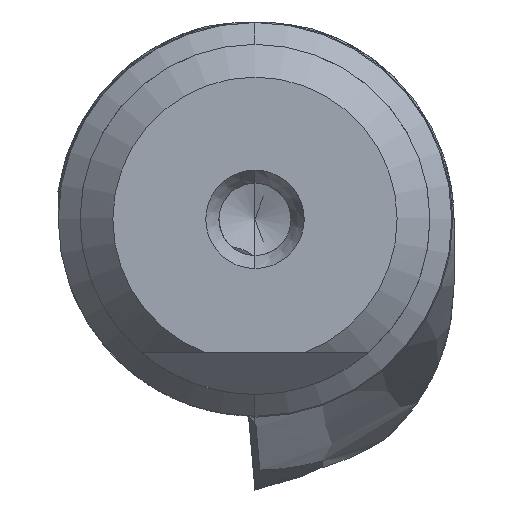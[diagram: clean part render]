
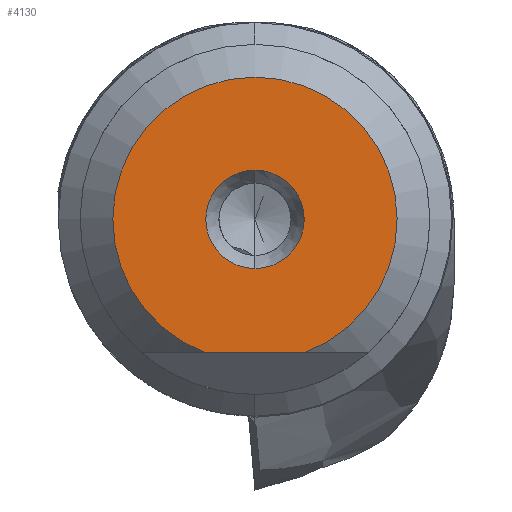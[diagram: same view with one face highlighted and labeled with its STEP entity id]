
A CAD part, left-side view. The second image highlights one B-rep face of the part: STEP entity #4130.
In plain terms, the highlighted planar face has unit normal (-1, 0, 0).
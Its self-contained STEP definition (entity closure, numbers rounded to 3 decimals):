
#129 = CARTESIAN_POINT ( 'NONE',  ( 0., 0., 2.25 ) ) ;
#199 = CARTESIAN_POINT ( 'NONE',  ( 0., 0., 0. ) ) ;
#216 = CARTESIAN_POINT ( 'NONE',  ( 0., 0., -2.25 ) ) ;
#277 = EDGE_CURVE ( 'NONE', #1553, #1370, #3252, .T. ) ;
#348 = DIRECTION ( 'NONE',  ( -1., 0., 0. ) ) ;
#388 = DIRECTION ( 'NONE',  ( 0., 0., -1. ) ) ;
#400 = AXIS2_PLACEMENT_3D ( 'NONE', #199, #2196, #3947 ) ;
#711 = ORIENTED_EDGE ( 'NONE', *, *, #277, .T. ) ;
#738 = DIRECTION ( 'NONE',  ( -1., 0., 0. ) ) ;
#758 = CARTESIAN_POINT ( 'NONE',  ( 0., 0., 0. ) ) ;
#1109 = PLANE ( 'NONE',  #2478 ) ;
#1131 = CARTESIAN_POINT ( 'NONE',  ( 0., -2.299, -6.08 ) ) ;
#1214 = CARTESIAN_POINT ( 'NONE',  ( 0., 2.299, -6.08 ) ) ;
#1370 = VERTEX_POINT ( 'NONE', #1131 ) ;
#1553 = VERTEX_POINT ( 'NONE', #1214 ) ;
#1720 = FACE_BOUND ( 'NONE', #3992, .T. ) ;
#1792 = CARTESIAN_POINT ( 'NONE',  ( 0., 2.25, 0. ) ) ;
#1819 = AXIS2_PLACEMENT_3D ( 'NONE', #3416, #348, #2656 ) ;
#1953 = CIRCLE ( 'NONE', #400, 2.25 ) ;
#2079 = ORIENTED_EDGE ( 'NONE', *, *, #3547, .T. ) ;
#2176 = CIRCLE ( 'NONE', #1819, 2.25 ) ;
#2196 = DIRECTION ( 'NONE',  ( -1., 0., 0. ) ) ;
#2219 = EDGE_CURVE ( 'NONE', #2359, #3998, #2176, .T. ) ;
#2343 = EDGE_CURVE ( 'NONE', #3998, #2359, #1953, .T. ) ;
#2359 = VERTEX_POINT ( 'NONE', #216 ) ;
#2420 = FACE_OUTER_BOUND ( 'NONE', #2703, .T. ) ;
#2472 = DIRECTION ( 'NONE',  ( 1., 0., 0. ) ) ;
#2478 = AXIS2_PLACEMENT_3D ( 'NONE', #1792, #2472, #388 ) ;
#2656 = DIRECTION ( 'NONE',  ( 0., 0., 1. ) ) ;
#2703 = EDGE_LOOP ( 'NONE', ( #2079, #711 ) ) ;
#2744 = ORIENTED_EDGE ( 'NONE', *, *, #2343, .F. ) ;
#2929 = ORIENTED_EDGE ( 'NONE', *, *, #2219, .F. ) ;
#3252 = LINE ( 'NONE', #3572, #3972 ) ;
#3416 = CARTESIAN_POINT ( 'NONE',  ( 0., 0., 0. ) ) ;
#3547 = EDGE_CURVE ( 'NONE', #1370, #1553, #4071, .T. ) ;
#3572 = CARTESIAN_POINT ( 'NONE',  ( 0., 2.25, -6.08 ) ) ;
#3859 = DIRECTION ( 'NONE',  ( 0., 0., 1. ) ) ;
#3947 = DIRECTION ( 'NONE',  ( 0., 0., 1. ) ) ;
#3961 = DIRECTION ( 'NONE',  ( 0., -1., 0. ) ) ;
#3972 = VECTOR ( 'NONE', #3961, 1000. ) ;
#3992 = EDGE_LOOP ( 'NONE', ( #2744, #2929 ) ) ;
#3998 = VERTEX_POINT ( 'NONE', #129 ) ;
#4071 = CIRCLE ( 'NONE', #4217, 6.5 ) ;
#4130 = ADVANCED_FACE ( 'NONE', ( #1720, #2420 ), #1109, .F. ) ;
#4217 = AXIS2_PLACEMENT_3D ( 'NONE', #758, #738, #3859 ) ;
